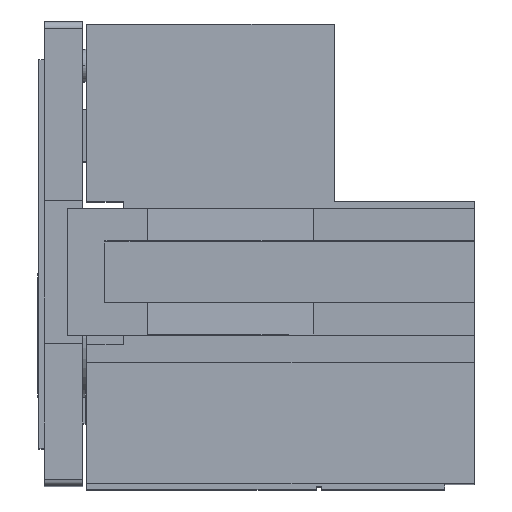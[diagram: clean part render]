
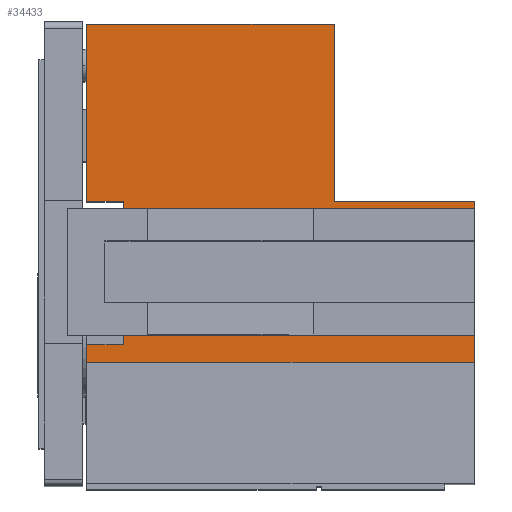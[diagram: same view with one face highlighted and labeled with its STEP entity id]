
A CAD part, top view. The second image highlights one B-rep face of the part: STEP entity #34433.
In plain terms, the highlighted planar face has unit normal (0, 0, 1).
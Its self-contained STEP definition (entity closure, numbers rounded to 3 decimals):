
#777 = VERTEX_POINT ( 'NONE', #42442 ) ;
#3153 = FACE_OUTER_BOUND ( 'NONE', #77770, .T. ) ;
#3366 = VERTEX_POINT ( 'NONE', #61166 ) ;
#3805 = DIRECTION ( 'NONE',  ( 1., 0., 0. ) ) ;
#4055 = VECTOR ( 'NONE', #8486, 1000. ) ;
#4079 = EDGE_CURVE ( 'NONE', #19981, #49287, #58092, .T. ) ;
#4742 = AXIS2_PLACEMENT_3D ( 'NONE', #62982, #63795, #51906 ) ;
#8186 = CARTESIAN_POINT ( 'NONE',  ( 1.75, 6.6, 31.325 ) ) ;
#8486 = DIRECTION ( 'NONE',  ( 0., 1., 0. ) ) ;
#9057 = EDGE_CURVE ( 'NONE', #24212, #777, #45044, .T. ) ;
#10200 = ORIENTED_EDGE ( 'NONE', *, *, #18921, .T. ) ;
#10308 = LINE ( 'NONE', #30366, #34418 ) ;
#10385 = DIRECTION ( 'NONE',  ( 1., 0., 0. ) ) ;
#10932 = EDGE_CURVE ( 'NONE', #31867, #69471, #33052, .T. ) ;
#12802 = ORIENTED_EDGE ( 'NONE', *, *, #9057, .F. ) ;
#13244 = DIRECTION ( 'NONE',  ( 0., 1., 0. ) ) ;
#13420 = CARTESIAN_POINT ( 'NONE',  ( 18.4, 5.75, 31.325 ) ) ;
#14228 = LINE ( 'NONE', #39192, #28674 ) ;
#14921 = CARTESIAN_POINT ( 'NONE',  ( 11.75, 13.4, 31.325 ) ) ;
#15545 = LINE ( 'NONE', #34162, #76800 ) ;
#17890 = ORIENTED_EDGE ( 'NONE', *, *, #22441, .F. ) ;
#18921 = EDGE_CURVE ( 'NONE', #50145, #45676, #24337, .T. ) ;
#19981 = VERTEX_POINT ( 'NONE', #77028 ) ;
#20500 = EDGE_CURVE ( 'NONE', #19981, #46012, #47200, .T. ) ;
#21395 = ORIENTED_EDGE ( 'NONE', *, *, #54638, .F. ) ;
#22441 = EDGE_CURVE ( 'NONE', #55880, #24212, #23292, .T. ) ;
#22724 = CARTESIAN_POINT ( 'NONE',  ( 15.07, 7.05, 31.325 ) ) ;
#22916 = EDGE_CURVE ( 'NONE', #3366, #38269, #36234, .T. ) ;
#23019 = ORIENTED_EDGE ( 'NONE', *, *, #4079, .T. ) ;
#23292 = LINE ( 'NONE', #28465, #46818 ) ;
#23961 = CARTESIAN_POINT ( 'NONE',  ( 18.4, 13.05, 31.325 ) ) ;
#23992 = EDGE_CURVE ( 'NONE', #45676, #3366, #31395, .T. ) ;
#24212 = VERTEX_POINT ( 'NONE', #60970 ) ;
#24337 = LINE ( 'NONE', #36220, #36392 ) ;
#26091 = DIRECTION ( 'NONE',  ( 0., 1., 0. ) ) ;
#26728 = DIRECTION ( 'NONE',  ( 1., 0., 0. ) ) ;
#27992 = LINE ( 'NONE', #75977, #38889 ) ;
#28465 = CARTESIAN_POINT ( 'NONE',  ( 0., 21.8, 31.325 ) ) ;
#28674 = VECTOR ( 'NONE', #26091, 1000. ) ;
#29223 = CARTESIAN_POINT ( 'NONE',  ( 18.4, 13.4, 31.325 ) ) ;
#30366 = CARTESIAN_POINT ( 'NONE',  ( 0., 21.8, 31.325 ) ) ;
#30766 = CARTESIAN_POINT ( 'NONE',  ( 18.4, 7.05, 31.325 ) ) ;
#31186 = VECTOR ( 'NONE', #47413, 1000. ) ;
#31395 = LINE ( 'NONE', #43322, #53264 ) ;
#31867 = VERTEX_POINT ( 'NONE', #8186 ) ;
#32924 = VECTOR ( 'NONE', #33136, 1000. ) ;
#33052 = LINE ( 'NONE', #69944, #4055 ) ;
#33136 = DIRECTION ( 'NONE',  ( 0., -1., 0. ) ) ;
#33628 = EDGE_CURVE ( 'NONE', #31867, #46012, #27992, .T. ) ;
#34162 = CARTESIAN_POINT ( 'NONE',  ( 18.4, 13.4, 31.325 ) ) ;
#34418 = VECTOR ( 'NONE', #54561, 1000. ) ;
#34433 = ADVANCED_FACE ( 'NONE', ( #3153 ), #75684, .F. ) ;
#35574 = VECTOR ( 'NONE', #26728, 1000. ) ;
#36220 = CARTESIAN_POINT ( 'NONE',  ( 15.07, 7.05, 31.325 ) ) ;
#36234 = LINE ( 'NONE', #23961, #43063 ) ;
#36392 = VECTOR ( 'NONE', #54080, 1000. ) ;
#36393 = ORIENTED_EDGE ( 'NONE', *, *, #33628, .T. ) ;
#38128 = CARTESIAN_POINT ( 'NONE',  ( 1.75, 13.4, 31.325 ) ) ;
#38269 = VERTEX_POINT ( 'NONE', #29223 ) ;
#38889 = VECTOR ( 'NONE', #52596, 1000. ) ;
#39192 = CARTESIAN_POINT ( 'NONE',  ( 18.4, 21.8, 31.325 ) ) ;
#40301 = VECTOR ( 'NONE', #3805, 1000. ) ;
#40868 = CARTESIAN_POINT ( 'NONE',  ( 0., 21.8, 31.325 ) ) ;
#42442 = CARTESIAN_POINT ( 'NONE',  ( 11.75, 13.4, 31.325 ) ) ;
#43063 = VECTOR ( 'NONE', #13244, 1000. ) ;
#43322 = CARTESIAN_POINT ( 'NONE',  ( 18.4, 13.05, 31.325 ) ) ;
#45044 = LINE ( 'NONE', #14921, #32924 ) ;
#45676 = VERTEX_POINT ( 'NONE', #55324 ) ;
#46012 = VERTEX_POINT ( 'NONE', #67807 ) ;
#46562 = ORIENTED_EDGE ( 'NONE', *, *, #69555, .F. ) ;
#46818 = VECTOR ( 'NONE', #77226, 1000. ) ;
#47200 = LINE ( 'NONE', #40868, #73002 ) ;
#47413 = DIRECTION ( 'NONE',  ( -1., 0., 0. ) ) ;
#48172 = LINE ( 'NONE', #60054, #31186 ) ;
#48374 = CARTESIAN_POINT ( 'NONE',  ( 0., 13.4, 31.325 ) ) ;
#49287 = VERTEX_POINT ( 'NONE', #13420 ) ;
#49727 = ORIENTED_EDGE ( 'NONE', *, *, #22916, .T. ) ;
#49776 = ORIENTED_EDGE ( 'NONE', *, *, #23992, .T. ) ;
#50145 = VERTEX_POINT ( 'NONE', #22724 ) ;
#51069 = ORIENTED_EDGE ( 'NONE', *, *, #69942, .F. ) ;
#51739 = LINE ( 'NONE', #68382, #35574 ) ;
#51906 = DIRECTION ( 'NONE',  ( -1., 0., 0. ) ) ;
#52596 = DIRECTION ( 'NONE',  ( -1., 0., 0. ) ) ;
#53264 = VECTOR ( 'NONE', #62715, 1000. ) ;
#53827 = EDGE_CURVE ( 'NONE', #50145, #77286, #51739, .T. ) ;
#54080 = DIRECTION ( 'NONE',  ( 0., 1., 0. ) ) ;
#54561 = DIRECTION ( 'NONE',  ( 0., 1., 0. ) ) ;
#54638 = EDGE_CURVE ( 'NONE', #65538, #55880, #10308, .T. ) ;
#55324 = CARTESIAN_POINT ( 'NONE',  ( 15.07, 13.05, 31.325 ) ) ;
#55880 = VERTEX_POINT ( 'NONE', #73341 ) ;
#57302 = CARTESIAN_POINT ( 'NONE',  ( 0., 5.75, 31.325 ) ) ;
#58092 = LINE ( 'NONE', #57302, #40301 ) ;
#58174 = ORIENTED_EDGE ( 'NONE', *, *, #10932, .F. ) ;
#59588 = ORIENTED_EDGE ( 'NONE', *, *, #20500, .F. ) ;
#60054 = CARTESIAN_POINT ( 'NONE',  ( 1.75, 13.4, 31.325 ) ) ;
#60970 = CARTESIAN_POINT ( 'NONE',  ( 11.75, 21.8, 31.325 ) ) ;
#61166 = CARTESIAN_POINT ( 'NONE',  ( 18.4, 13.05, 31.325 ) ) ;
#62715 = DIRECTION ( 'NONE',  ( 1., 0., 0. ) ) ;
#62982 = CARTESIAN_POINT ( 'NONE',  ( 0., 21.8, 31.325 ) ) ;
#63795 = DIRECTION ( 'NONE',  ( 0., 0., -1. ) ) ;
#65538 = VERTEX_POINT ( 'NONE', #48374 ) ;
#66685 = EDGE_CURVE ( 'NONE', #49287, #77286, #14228, .T. ) ;
#67807 = CARTESIAN_POINT ( 'NONE',  ( 0., 6.6, 31.325 ) ) ;
#68382 = CARTESIAN_POINT ( 'NONE',  ( 15.07, 7.05, 31.325 ) ) ;
#69471 = VERTEX_POINT ( 'NONE', #38128 ) ;
#69555 = EDGE_CURVE ( 'NONE', #777, #38269, #15545, .T. ) ;
#69942 = EDGE_CURVE ( 'NONE', #69471, #65538, #48172, .T. ) ;
#69944 = CARTESIAN_POINT ( 'NONE',  ( 1.75, 13.4, 31.325 ) ) ;
#72542 = ORIENTED_EDGE ( 'NONE', *, *, #66685, .T. ) ;
#73002 = VECTOR ( 'NONE', #77723, 1000. ) ;
#73341 = CARTESIAN_POINT ( 'NONE',  ( 0., 21.8, 31.325 ) ) ;
#75684 = PLANE ( 'NONE',  #4742 ) ;
#75977 = CARTESIAN_POINT ( 'NONE',  ( 1.75, 6.6, 31.325 ) ) ;
#76800 = VECTOR ( 'NONE', #10385, 1000. ) ;
#77028 = CARTESIAN_POINT ( 'NONE',  ( 0., 5.75, 31.325 ) ) ;
#77226 = DIRECTION ( 'NONE',  ( 1., 0., 0. ) ) ;
#77286 = VERTEX_POINT ( 'NONE', #30766 ) ;
#77723 = DIRECTION ( 'NONE',  ( 0., 1., 0. ) ) ;
#77770 = EDGE_LOOP ( 'NONE', ( #21395, #51069, #58174, #36393, #59588, #23019, #72542, #77867, #10200, #49776, #49727, #46562, #12802, #17890 ) ) ;
#77867 = ORIENTED_EDGE ( 'NONE', *, *, #53827, .F. ) ;
